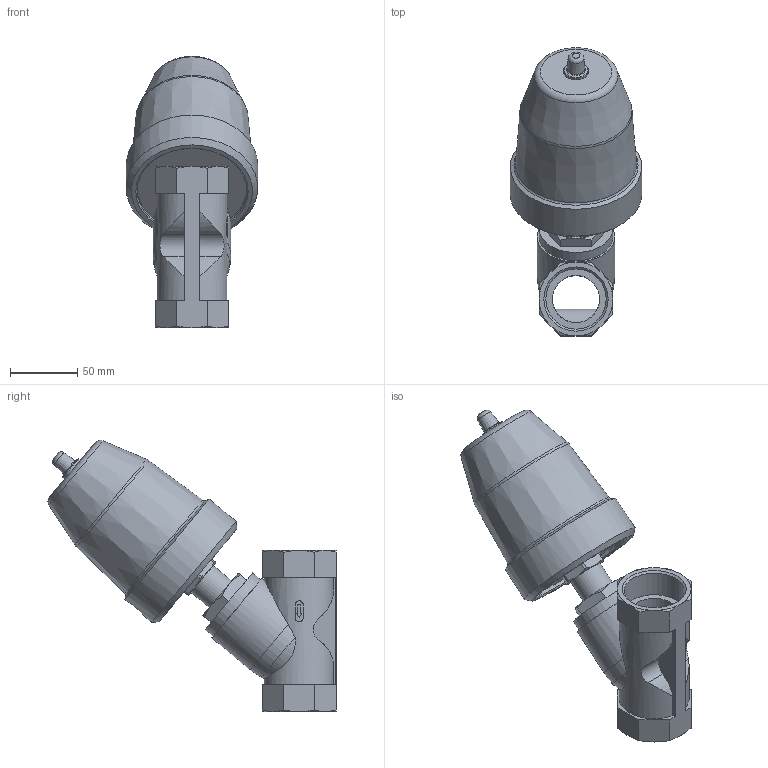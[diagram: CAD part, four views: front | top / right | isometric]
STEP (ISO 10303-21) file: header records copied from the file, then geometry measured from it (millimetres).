
FILE_DESCRIPTION(/* description */ ('STEP AP214'),/* implementation_level */ '2;1');
FILE_NAME(/* name */ '3540248_VZXF-L-M22C-M-A-G112-350-M1-V4ANT-80-16',/* time_stamp */ '2024-09-18T11:49:25+02:00',/* author */ ('License CC BY-ND 4.0'),/* organization */ ('CADENAS'),/* preprocessor_version */ 'ST-DEVELOPER v19.3',/* originating_system */ 'PARTsolutions',/* authorisation */ ' ');
FILE_SCHEMA (('AUTOMOTIVE_DESIGN {1 0 10303 214 3 1 1}'));
Length unit declared in the file: millimetre
Products named in the file (2): 3540248 VZXF-L-M22C-M-A-G112-350-M1-V4ANT-80-16; 1001805 VZXF-L-M22C-M-A-G112-350-V4ANT-80-16---(V)
Assembly tree (1 placements, depth 2):
  3540248 VZXF-L-M22C-M-A-G112-350-M1-V4ANT-80-16
    1001805 VZXF-L-M22C-M-A-G112-350-V4ANT-80-16---(V)
Bounding box: 97.99 x 214.5 x 202 mm (x, y, z)
Volume: 946275.3 mm3; surface area: 93569.5 mm2
Topology: 1 solids, 1 shells, 145 faces, 343 edges, 216 vertices
Faces by surface type: plane 65, cone 40, cylinder 34, torus 6
Full cylindrical faces by diameter (mm): 8.566 x1, 18.2 x1, 26 x1, 35 x1, 44.845 x2, 55 x1, 58 x1, 81.7 x1, 98 x1
Entity records: 4265 total; most frequent: CARTESIAN_POINT 1086, DIRECTION 632, ORIENTED_EDGE 620, EDGE_CURVE 310, AXIS2_PLACEMENT_3D 251, VERTEX_POINT 209, EDGE_LOOP 189, FACE_BOUND 189
